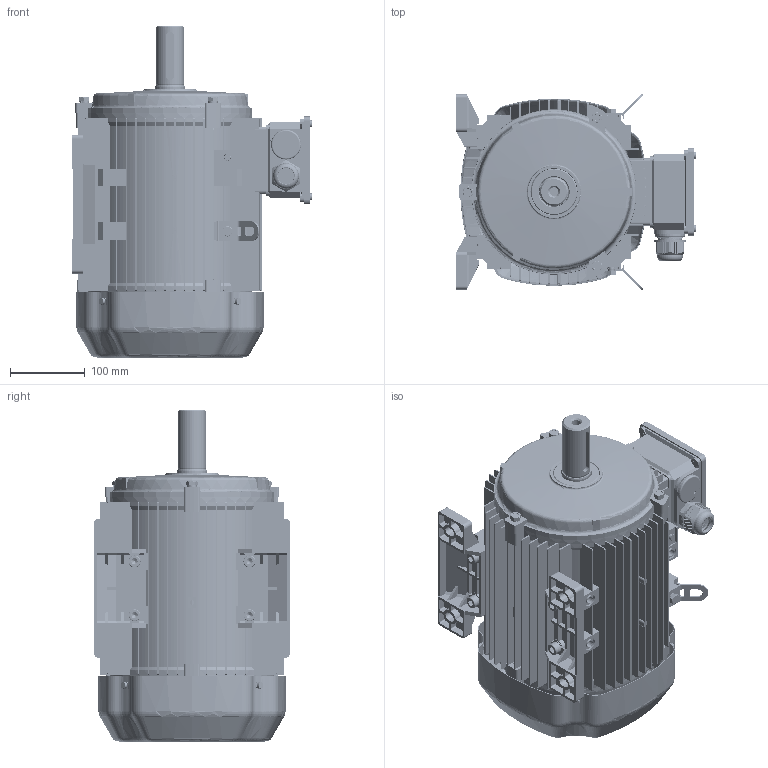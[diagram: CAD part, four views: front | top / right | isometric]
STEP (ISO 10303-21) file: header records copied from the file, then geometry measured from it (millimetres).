
FILE_DESCRIPTION(/* description */ (''),/* implementation_level */ '2;1');
FILE_NAME(/* name */ 'ACA_132S-8-2.2KW-B3-IE4.step',/* time_stamp */ '2022-05-27T16:14:46+08:00',/* author */ (''),/* organization */ (''),/* preprocessor_version */ 'ST-DEVELOPER v16',/* originating_system */ 'SIEMENS PLM Software NX 10.0',/* authorisation */ '');
FILE_SCHEMA (('AUTOMOTIVE_DESIGN { 1 0 10303 214 3 1 1 1 }'));
Length unit declared in the file: millimetre
Products named in the file (1): JL3-132S-B3
Bounding box: 323 x 263.33 x 444.99 mm (x, y, z)
Volume: 3211648.4 mm3; surface area: 1644016.7 mm2
Topology: 62 solids, 62 shells, 5159 faces, 14500 edges, 9596 vertices
Faces by surface type: plane 2737, cylinder 1740, bspline 288, cone 204, torus 190
Full cylindrical faces by diameter (mm): 2 x4, 4.2 x4, 4.48 x9, 4.8 x10, 5 x30, 5.3 x5, 5.8 x14, 6 x1, 7.188 x6, 8 x15, 8.58 x2, 9.1 x6, 10 x27, 10.715 x4, 11 x6, 12 x13, 13 x4, 14.785 x2, 16 x8, 17 x4, 17.785 x4, 18 x12, 22 x1, 26 x4, 27.2 x1, 28.2 x3, 30 x10, 31 x6, 32 x18, 33 x6
Entity records: 216601 total; most frequent: CARTESIAN_POINT 83281, ORIENTED_EDGE 27590, DIRECTION 25167, EDGE_CURVE 13795, VERTEX_POINT 9311, AXIS2_PLACEMENT_3D 8728, LINE 7711, VECTOR 7711
